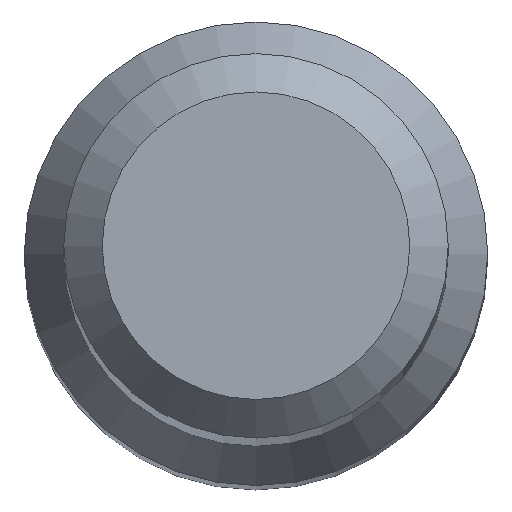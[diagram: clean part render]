
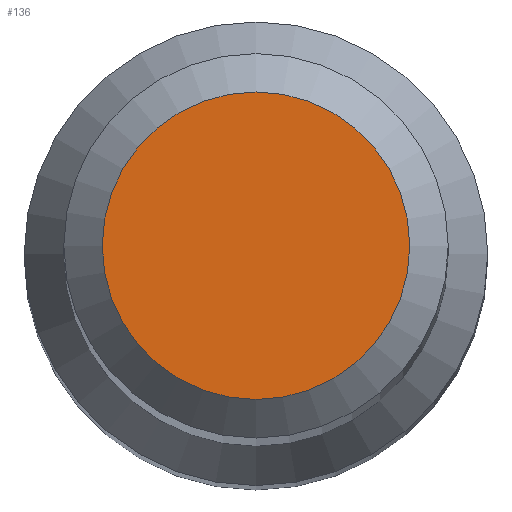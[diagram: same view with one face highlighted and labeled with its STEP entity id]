
A CAD part, top view. The second image highlights one B-rep face of the part: STEP entity #136.
In plain terms, the highlighted planar face has unit normal (0, 0, 1).
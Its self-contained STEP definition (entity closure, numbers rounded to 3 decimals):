
#17 = AXIS2_PLACEMENT_3D ( 'NONE', #88, #234, #164 ) ;
#27 = ORIENTED_EDGE ( 'NONE', *, *, #72, .F. ) ;
#42 = EDGE_LOOP ( 'NONE', ( #27 ) ) ;
#51 = DIRECTION ( 'NONE',  ( 0., 0., -1. ) ) ;
#72 = EDGE_CURVE ( 'NONE', #76, #76, #134, .T. ) ;
#75 = CARTESIAN_POINT ( 'NONE',  ( 0., 1.2, 56. ) ) ;
#76 = VERTEX_POINT ( 'NONE', #75 ) ;
#88 = CARTESIAN_POINT ( 'NONE',  ( 0., 0., 56. ) ) ;
#110 = CARTESIAN_POINT ( 'NONE',  ( 0., 0., 56. ) ) ;
#127 = DIRECTION ( 'NONE',  ( 0., 1., 0. ) ) ;
#134 = CIRCLE ( 'NONE', #17, 1.2 ) ;
#136 = ADVANCED_FACE ( 'NONE', ( #212 ), #213, .F. ) ;
#164 = DIRECTION ( 'NONE',  ( 0., 1., 0. ) ) ;
#212 = FACE_OUTER_BOUND ( 'NONE', #42, .T. ) ;
#213 = PLANE ( 'NONE',  #214 ) ;
#214 = AXIS2_PLACEMENT_3D ( 'NONE', #110, #51, #127 ) ;
#234 = DIRECTION ( 'NONE',  ( 0., 0., -1. ) ) ;
